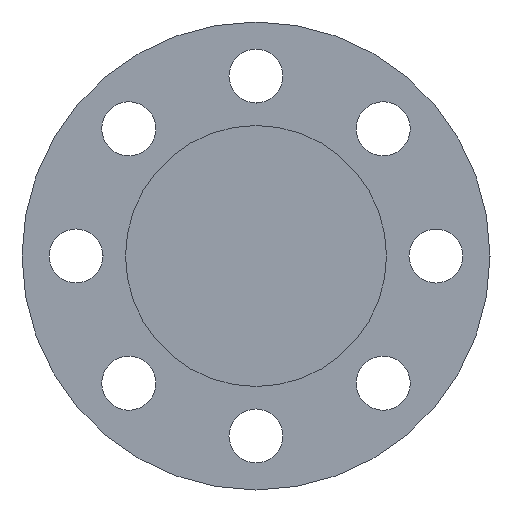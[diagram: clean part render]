
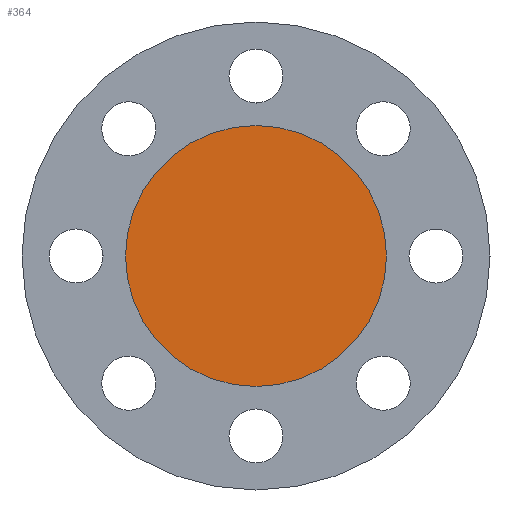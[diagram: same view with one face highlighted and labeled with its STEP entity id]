
A CAD part, left-side view. The second image highlights one B-rep face of the part: STEP entity #364.
In plain terms, the highlighted planar face has unit normal (-1, 0, 0).
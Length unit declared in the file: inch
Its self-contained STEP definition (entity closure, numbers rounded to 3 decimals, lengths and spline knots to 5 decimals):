
#11 = AXIS2_PLACEMENT_3D ( 'NONE', #456, #128, #798 ) ;
#26 = CARTESIAN_POINT ( 'NONE',  ( 0., 0., 0. ) ) ;
#29 = DIRECTION ( 'NONE',  ( -1., 0., 0. ) ) ;
#39 = VERTEX_POINT ( 'NONE', #66 ) ;
#66 = CARTESIAN_POINT ( 'NONE',  ( 0., 0., 1.8125 ) ) ;
#128 = DIRECTION ( 'NONE',  ( -1., 0., 0. ) ) ;
#193 = CARTESIAN_POINT ( 'NONE',  ( 0., 0., -1.8125 ) ) ;
#195 = FACE_OUTER_BOUND ( 'NONE', #488, .T. ) ;
#201 = ORIENTED_EDGE ( 'NONE', *, *, #774, .T. ) ;
#364 = ADVANCED_FACE ( 'NONE', ( #195 ), #406, .T. ) ;
#402 = AXIS2_PLACEMENT_3D ( 'NONE', #26, #29, #763 ) ;
#406 = PLANE ( 'NONE',  #459 ) ;
#421 = CARTESIAN_POINT ( 'NONE',  ( 0., 0., 0. ) ) ;
#431 = ORIENTED_EDGE ( 'NONE', *, *, #692, .T. ) ;
#456 = CARTESIAN_POINT ( 'NONE',  ( 0., 0., 0. ) ) ;
#459 = AXIS2_PLACEMENT_3D ( 'NONE', #421, #749, #799 ) ;
#460 = CIRCLE ( 'NONE', #11, 1.8125 ) ;
#488 = EDGE_LOOP ( 'NONE', ( #431, #201 ) ) ;
#663 = CIRCLE ( 'NONE', #402, 1.8125 ) ;
#692 = EDGE_CURVE ( 'NONE', #39, #720, #460, .T. ) ;
#720 = VERTEX_POINT ( 'NONE', #193 ) ;
#749 = DIRECTION ( 'NONE',  ( -1., 0., 0. ) ) ;
#763 = DIRECTION ( 'NONE',  ( 0., 0., 1. ) ) ;
#774 = EDGE_CURVE ( 'NONE', #720, #39, #663, .T. ) ;
#798 = DIRECTION ( 'NONE',  ( 0., 0., 1. ) ) ;
#799 = DIRECTION ( 'NONE',  ( 0., 0., 1. ) ) ;
